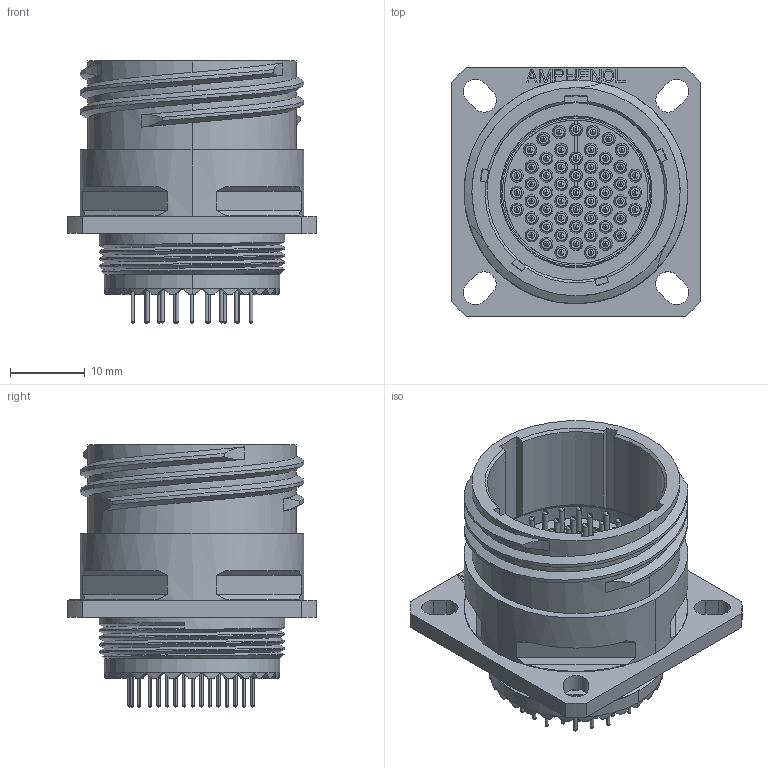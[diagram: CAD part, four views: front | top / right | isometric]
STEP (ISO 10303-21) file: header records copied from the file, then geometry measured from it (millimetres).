
FILE_DESCRIPTION((''),'2;1');
FILE_NAME('TVPS00DS-17-35P-P15-_SW','2022-03-29T14:09:52',('sigmaxadm'),(''),'CREO PARAMETRIC BY PTC INC, 2021184','CREO PARAMETRIC BY PTC INC, 2021184','');
FILE_SCHEMA(('CONFIG_CONTROL_DESIGN'));
Products named in the file (1): TVPS00DS-17-35P-P15-_SW
Bounding box: 33.31 x 33.31 x 35.08 mm (x, y, z)
Volume: 11581.3 mm3; surface area: 10571.5 mm2
Topology: 1 solids, 1 shells, 1866 faces, 4245 edges, 2563 vertices
Faces by surface type: cylinder 594, plane 465, cone 345, torus 232, bspline 230
Entity records: 66982 total; most frequent: CARTESIAN_POINT 24825, DIRECTION 9451, ORIENTED_EDGE 8490, EDGE_CURVE 4245, AXIS2_PLACEMENT_3D 3960, VERTEX_POINT 2563, CIRCLE 2324, EDGE_LOOP 2056
